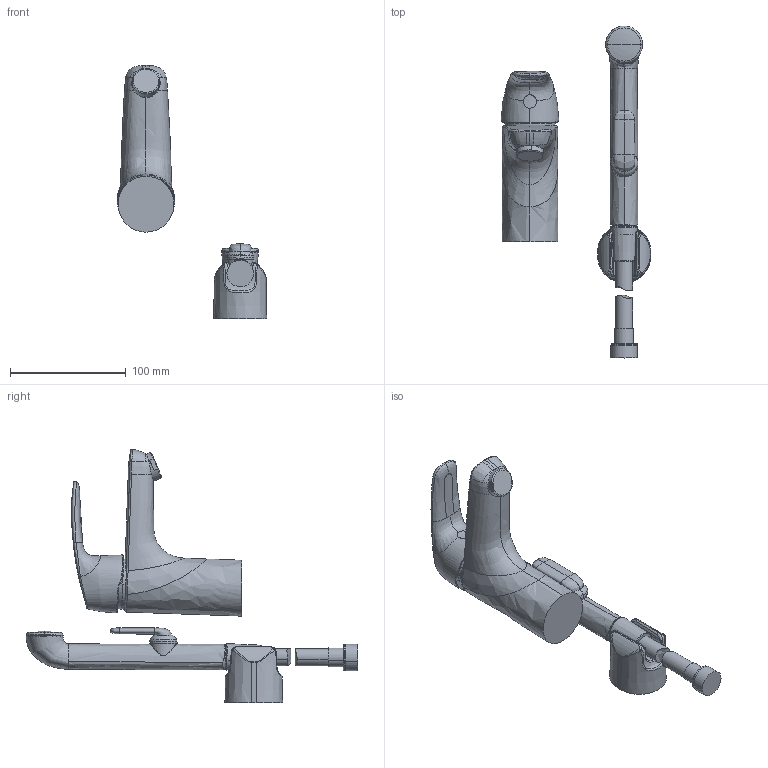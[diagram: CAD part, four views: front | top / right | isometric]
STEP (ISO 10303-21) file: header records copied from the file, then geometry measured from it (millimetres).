
FILE_DESCRIPTION (( 'STEP AP203' ), '1' );
FILE_NAME ('1012(2017)+1012F(2017)+45052283.STEP', '2017-05-08T06:28:35', ( '' ), ( '' ), 'SwSTEP 2.0', 'SolidWorks 2016', '' );
FILE_SCHEMA (( 'CONFIG_CONTROL_DESIGN' ));
Length unit declared in the file: millimetre
Products named in the file (1): 1012(2017)+1012F(2017)+45052283
Bounding box: 129.07 x 286.4 x 218.49 mm (x, y, z)
Volume: 541276.4 mm3; surface area: 84843.9 mm2
Topology: 10 solids, 10 shells, 197 faces, 440 edges, 262 vertices
Faces by surface type: bspline 98, cylinder 35, plane 31, torus 16, cone 11, sphere 6
Entity records: 28955 total; most frequent: CARTESIAN_POINT 25284, ORIENTED_EDGE 868, DIRECTION 526, EDGE_CURVE 434, VERTEX_POINT 262, B_SPLINE_CURVE_WITH_KNOTS 232, AXIS2_PLACEMENT_3D 230, EDGE_LOOP 202
